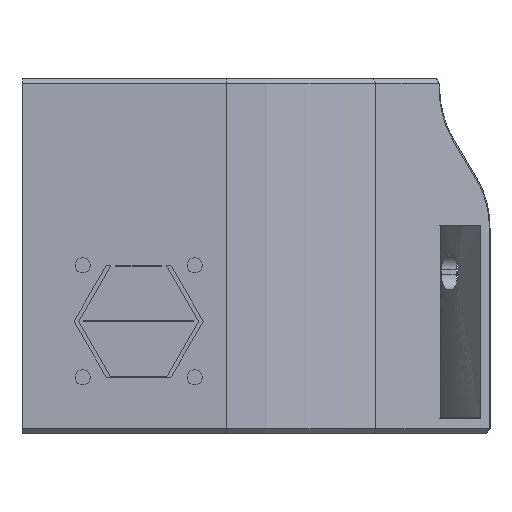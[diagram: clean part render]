
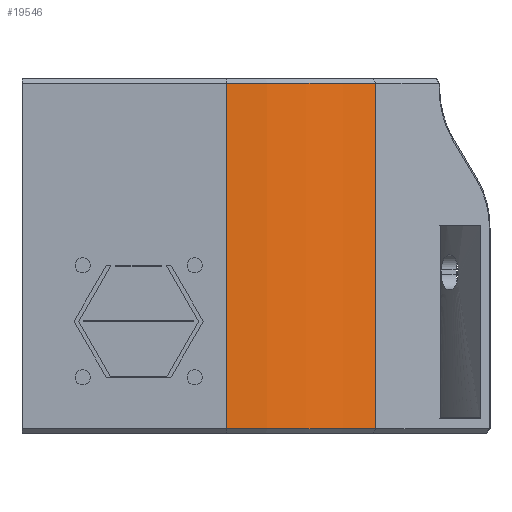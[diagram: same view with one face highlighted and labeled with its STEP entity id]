
A CAD part, left-side view. The second image highlights one B-rep face of the part: STEP entity #19546.
In plain terms, the highlighted cylindrical face has radius 50 mm (diameter 100 mm), a partial arc.
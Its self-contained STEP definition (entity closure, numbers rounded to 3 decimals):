
#8761 = VERTEX_POINT('',#8762);
#8762 = CARTESIAN_POINT('',(-87.537,123.171,-43.));
#8785 = VERTEX_POINT('',#8786);
#8786 = CARTESIAN_POINT('',(-75.952,91.167,
    -43.));
#8794 = EDGE_CURVE('',#8785,#8761,#8795,.T.);
#8795 = CIRCLE('',#8796,50.);
#8796 = AXIS2_PLACEMENT_3D('',#8797,#8798,#8799);
#8797 = CARTESIAN_POINT('',(-37.537,123.171,-43.));
#8798 = DIRECTION('',(0.,0.,-1.));
#8799 = DIRECTION('',(-0.768,-0.64,0.
    ));
#12793 = EDGE_CURVE('',#8785,#12794,#12796,.T.);
#12794 = VERTEX_POINT('',#12795);
#12795 = CARTESIAN_POINT('',(-75.952,91.167,31.));
#12796 = LINE('',#12797,#12798);
#12797 = CARTESIAN_POINT('',(-75.952,91.167,30.));
#12798 = VECTOR('',#12799,1.);
#12799 = DIRECTION('',(0.,0.,1.));
#19382 = EDGE_CURVE('',#19383,#8761,#19385,.T.);
#19383 = VERTEX_POINT('',#19384);
#19384 = CARTESIAN_POINT('',(-87.537,123.171,31.));
#19385 = LINE('',#19386,#19387);
#19386 = CARTESIAN_POINT('',(-87.537,123.171,30.));
#19387 = VECTOR('',#19388,1.);
#19388 = DIRECTION('',(0.,0.,-1.));
#19546 = ADVANCED_FACE('',(#19547),#19559,.T.);
#19547 = FACE_BOUND('',#19548,.F.);
#19548 = EDGE_LOOP('',(#19549,#19550,#19557,#19558));
#19549 = ORIENTED_EDGE('',*,*,#19382,.F.);
#19550 = ORIENTED_EDGE('',*,*,#19551,.F.);
#19551 = EDGE_CURVE('',#12794,#19383,#19552,.T.);
#19552 = CIRCLE('',#19553,50.);
#19553 = AXIS2_PLACEMENT_3D('',#19554,#19555,#19556);
#19554 = CARTESIAN_POINT('',(-37.537,123.171,31.));
#19555 = DIRECTION('',(-0.,0.,-1.));
#19556 = DIRECTION('',(-0.768,-0.64,0.));
#19557 = ORIENTED_EDGE('',*,*,#12793,.F.);
#19558 = ORIENTED_EDGE('',*,*,#8794,.T.);
#19559 = CYLINDRICAL_SURFACE('',#19560,50.);
#19560 = AXIS2_PLACEMENT_3D('',#19561,#19562,#19563);
#19561 = CARTESIAN_POINT('',(-37.537,123.171,30.));
#19562 = DIRECTION('',(0.,0.,-1.));
#19563 = DIRECTION('',(1.,0.,0.));
